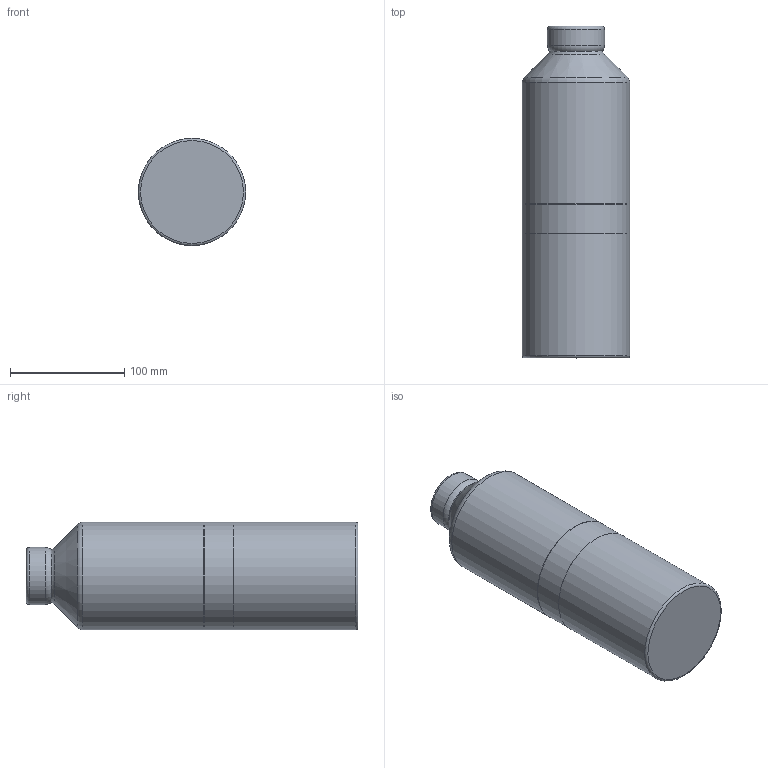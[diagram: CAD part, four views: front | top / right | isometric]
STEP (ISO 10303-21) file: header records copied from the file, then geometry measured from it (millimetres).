
FILE_DESCRIPTION(/* description */ (''),/* implementation_level */ '2;1');
FILE_NAME(/* name */ 'Bottal_3D_c.step',/* time_stamp */ '2021-07-14T12:03:30+02:00',/* author */ (''),/* organization */ (''),/* preprocessor_version */ 'ST-DEVELOPER v18.1',/* originating_system */ 'Autodesk Translation Framework v9.7.1.1290',/* authorisation */ '');
FILE_SCHEMA (('AUTOMOTIVE_DESIGN { 1 0 10303 214 3 1 1 }'));
Length unit declared in the file: millimetre
Products named in the file (5): Senza titolo; Bottle; tappo; separatore; food box
Assembly tree (4 placements, depth 2):
  Senza titolo
    Bottle
    tappo
    separatore
    food box
Bounding box: 94 x 290.5 x 94 mm (x, y, z)
Volume: 562452.8 mm3; surface area: 428013.6 mm2
Topology: 8 solids, 10 shells, 68 faces, 119 edges, 77 vertices
Faces by surface type: cylinder 26, plane 26, torus 8, cone 6, bspline 2
Full cylindrical faces by diameter (mm): 40 x3, 44 x3, 46 x1, 50 x1, 75 x2, 80 x5, 84 x5, 84.5 x1, 90 x1, 91 x1, 93.941 x1, 94 x2
Entity records: 2142 total; most frequent: CARTESIAN_POINT 602, DIRECTION 336, ORIENTED_EDGE 238, AXIS2_PLACEMENT_3D 152, EDGE_CURVE 119, EDGE_LOOP 80, CIRCLE 77, VERTEX_POINT 77
